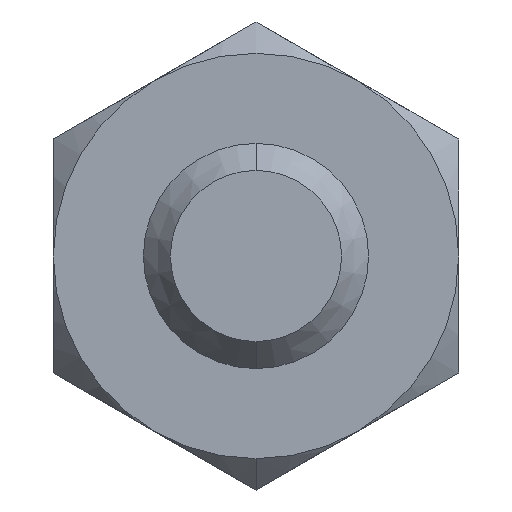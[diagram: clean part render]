
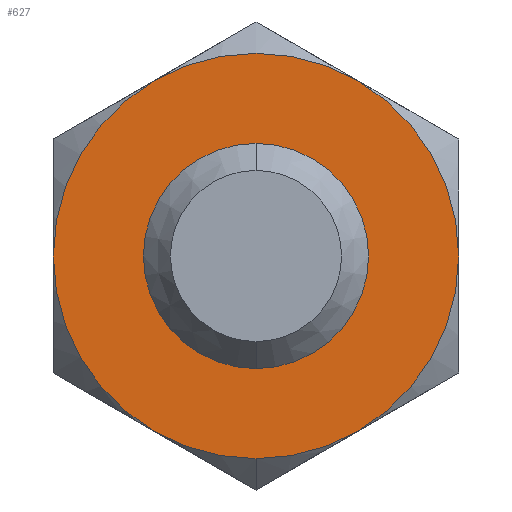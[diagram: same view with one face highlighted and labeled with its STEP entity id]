
A CAD part, front view. The second image highlights one B-rep face of the part: STEP entity #627.
In plain terms, the highlighted planar face has unit normal (0, -1, 0).
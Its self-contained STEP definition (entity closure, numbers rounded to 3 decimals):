
#3 = AXIS2_PLACEMENT_3D ( 'NONE', #537, #33, #613 ) ;
#8 = EDGE_CURVE ( 'NONE', #476, #608, #670, .T. ) ;
#23 = ORIENTED_EDGE ( 'NONE', *, *, #125, .F. ) ;
#28 = FACE_OUTER_BOUND ( 'NONE', #822, .T. ) ;
#33 = DIRECTION ( 'NONE',  ( 0., 1., 0. ) ) ;
#47 = AXIS2_PLACEMENT_3D ( 'NONE', #655, #636, #789 ) ;
#49 = DIRECTION ( 'NONE',  ( 0., 0., 1. ) ) ;
#70 = VERTEX_POINT ( 'NONE', #280 ) ;
#101 = EDGE_CURVE ( 'NONE', #608, #345, #572, .T. ) ;
#111 = AXIS2_PLACEMENT_3D ( 'NONE', #123, #723, #339 ) ;
#116 = CARTESIAN_POINT ( 'NONE',  ( 0., 3.9, 0. ) ) ;
#123 = CARTESIAN_POINT ( 'NONE',  ( 0., 3.9, 0. ) ) ;
#125 = EDGE_CURVE ( 'NONE', #70, #616, #470, .T. ) ;
#129 = AXIS2_PLACEMENT_3D ( 'NONE', #618, #760, #536 ) ;
#132 = VERTEX_POINT ( 'NONE', #715 ) ;
#139 = CIRCLE ( 'NONE', #3, 2.25 ) ;
#145 = EDGE_LOOP ( 'NONE', ( #790, #610 ) ) ;
#156 = VERTEX_POINT ( 'NONE', #779 ) ;
#162 = AXIS2_PLACEMENT_3D ( 'NONE', #249, #410, #926 ) ;
#163 = ORIENTED_EDGE ( 'NONE', *, *, #362, .T. ) ;
#165 = CIRCLE ( 'NONE', #192, 2.25 ) ;
#192 = AXIS2_PLACEMENT_3D ( 'NONE', #943, #575, #569 ) ;
#205 = ORIENTED_EDGE ( 'NONE', *, *, #672, .F. ) ;
#249 = CARTESIAN_POINT ( 'NONE',  ( 0., 3.9, 0. ) ) ;
#259 = EDGE_CURVE ( 'NONE', #156, #132, #347, .T. ) ;
#280 = CARTESIAN_POINT ( 'NONE',  ( 0., 3.9, -2.25 ) ) ;
#328 = CARTESIAN_POINT ( 'NONE',  ( 0., 3.9, 0. ) ) ;
#339 = DIRECTION ( 'NONE',  ( 0., 0., 1. ) ) ;
#345 = VERTEX_POINT ( 'NONE', #641 ) ;
#347 = CIRCLE ( 'NONE', #876, 1.25 ) ;
#349 = EDGE_CURVE ( 'NONE', #616, #476, #165, .T. ) ;
#362 = EDGE_CURVE ( 'NONE', #917, #656, #780, .T. ) ;
#395 = ORIENTED_EDGE ( 'NONE', *, *, #349, .F. ) ;
#397 = EDGE_CURVE ( 'NONE', #345, #656, #139, .T. ) ;
#410 = DIRECTION ( 'NONE',  ( 0., 1., 0. ) ) ;
#411 = CARTESIAN_POINT ( 'NONE',  ( 0., 3.9, 0. ) ) ;
#414 = ORIENTED_EDGE ( 'NONE', *, *, #397, .F. ) ;
#460 = CARTESIAN_POINT ( 'NONE',  ( -2.25, 3.9, 0. ) ) ;
#470 = CIRCLE ( 'NONE', #830, 2.25 ) ;
#476 = VERTEX_POINT ( 'NONE', #460 ) ;
#479 = DIRECTION ( 'NONE',  ( 0., 1., 0. ) ) ;
#493 = DIRECTION ( 'NONE',  ( 0., -1., 0. ) ) ;
#515 = ORIENTED_EDGE ( 'NONE', *, *, #8, .F. ) ;
#536 = DIRECTION ( 'NONE',  ( 0., 0., 1. ) ) ;
#537 = CARTESIAN_POINT ( 'NONE',  ( 0., 3.9, 0. ) ) ;
#554 = CARTESIAN_POINT ( 'NONE',  ( 1.125, 3.9, -1.949 ) ) ;
#555 = DIRECTION ( 'NONE',  ( 0., 1., 0. ) ) ;
#569 = DIRECTION ( 'NONE',  ( 0., 0., 1. ) ) ;
#572 = CIRCLE ( 'NONE', #47, 2.25 ) ;
#575 = DIRECTION ( 'NONE',  ( 0., 1., 0. ) ) ;
#587 = EDGE_CURVE ( 'NONE', #132, #156, #740, .T. ) ;
#608 = VERTEX_POINT ( 'NONE', #825 ) ;
#610 = ORIENTED_EDGE ( 'NONE', *, *, #259, .T. ) ;
#611 = CARTESIAN_POINT ( 'NONE',  ( -1.125, 3.9, -1.949 ) ) ;
#613 = DIRECTION ( 'NONE',  ( 0., 0., 1. ) ) ;
#616 = VERTEX_POINT ( 'NONE', #611 ) ;
#618 = CARTESIAN_POINT ( 'NONE',  ( 0., 3.9, 0. ) ) ;
#627 = ADVANCED_FACE ( 'NONE', ( #895, #28 ), #714, .F. ) ;
#628 = AXIS2_PLACEMENT_3D ( 'NONE', #328, #555, #897 ) ;
#636 = DIRECTION ( 'NONE',  ( 0., 1., 0. ) ) ;
#640 = CARTESIAN_POINT ( 'NONE',  ( 2.25, 3.9, 0. ) ) ;
#641 = CARTESIAN_POINT ( 'NONE',  ( 1.125, 3.9, 1.949 ) ) ;
#647 = AXIS2_PLACEMENT_3D ( 'NONE', #657, #493, #803 ) ;
#655 = CARTESIAN_POINT ( 'NONE',  ( 0., 3.9, 0. ) ) ;
#656 = VERTEX_POINT ( 'NONE', #640 ) ;
#657 = CARTESIAN_POINT ( 'NONE',  ( 0., 3.9, 0. ) ) ;
#670 = CIRCLE ( 'NONE', #129, 2.25 ) ;
#672 = EDGE_CURVE ( 'NONE', #917, #70, #801, .T. ) ;
#714 = PLANE ( 'NONE',  #162 ) ;
#715 = CARTESIAN_POINT ( 'NONE',  ( 0., 3.9, -1.25 ) ) ;
#723 = DIRECTION ( 'NONE',  ( 0., 1., 0. ) ) ;
#740 = CIRCLE ( 'NONE', #628, 1.25 ) ;
#760 = DIRECTION ( 'NONE',  ( 0., 1., 0. ) ) ;
#779 = CARTESIAN_POINT ( 'NONE',  ( 0., 3.9, 1.25 ) ) ;
#780 = CIRCLE ( 'NONE', #647, 2.25 ) ;
#789 = DIRECTION ( 'NONE',  ( 0., 0., 1. ) ) ;
#790 = ORIENTED_EDGE ( 'NONE', *, *, #587, .T. ) ;
#801 = CIRCLE ( 'NONE', #111, 2.25 ) ;
#803 = DIRECTION ( 'NONE',  ( 0., 0., -1. ) ) ;
#822 = EDGE_LOOP ( 'NONE', ( #414, #950, #515, #395, #23, #205, #163 ) ) ;
#825 = CARTESIAN_POINT ( 'NONE',  ( -1.125, 3.9, 1.949 ) ) ;
#830 = AXIS2_PLACEMENT_3D ( 'NONE', #411, #479, #49 ) ;
#849 = DIRECTION ( 'NONE',  ( 0., 1., 0. ) ) ;
#876 = AXIS2_PLACEMENT_3D ( 'NONE', #116, #849, #922 ) ;
#895 = FACE_BOUND ( 'NONE', #145, .T. ) ;
#897 = DIRECTION ( 'NONE',  ( 0., 0., 1. ) ) ;
#917 = VERTEX_POINT ( 'NONE', #554 ) ;
#922 = DIRECTION ( 'NONE',  ( 0., 0., 1. ) ) ;
#926 = DIRECTION ( 'NONE',  ( 0., 0., 1. ) ) ;
#943 = CARTESIAN_POINT ( 'NONE',  ( 0., 3.9, 0. ) ) ;
#950 = ORIENTED_EDGE ( 'NONE', *, *, #101, .F. ) ;
